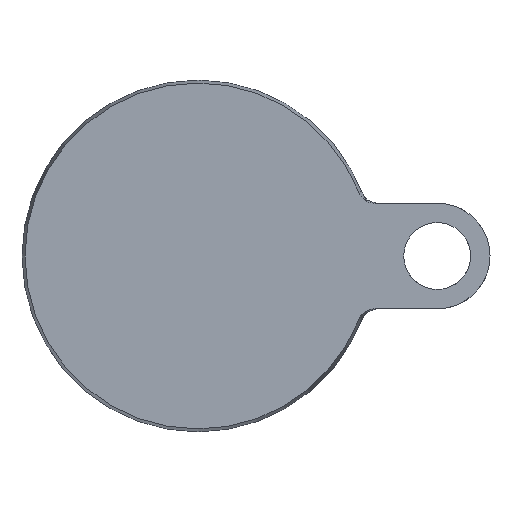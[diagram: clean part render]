
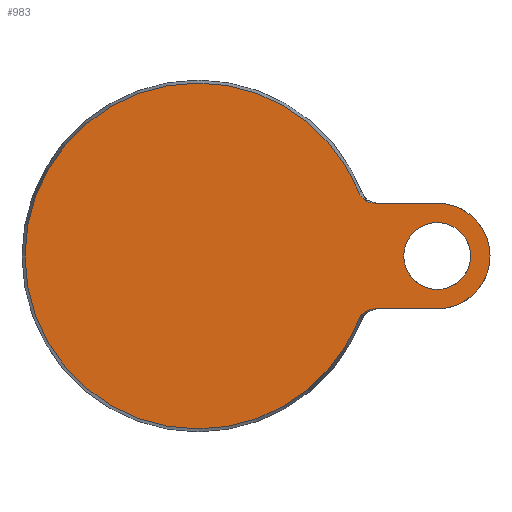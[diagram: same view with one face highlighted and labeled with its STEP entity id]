
A CAD part, front view. The second image highlights one B-rep face of the part: STEP entity #983.
In plain terms, the highlighted planar face has unit normal (0, -1, 0).
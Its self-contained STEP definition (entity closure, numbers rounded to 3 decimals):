
#5 = ORIENTED_EDGE ( 'NONE', *, *, #77, .T. ) ;
#30 = EDGE_LOOP ( 'NONE', ( #407, #385 ) ) ;
#61 = CARTESIAN_POINT ( 'NONE',  ( 68., 0., 0. ) ) ;
#69 = CIRCLE ( 'NONE', #1122, 9.5 ) ;
#77 = EDGE_CURVE ( 'NONE', #800, #1392, #784, .T. ) ;
#85 = CARTESIAN_POINT ( 'NONE',  ( 45.848, 0., -17.699 ) ) ;
#109 = EDGE_CURVE ( 'NONE', #457, #686, #883, .T. ) ;
#110 = CARTESIAN_POINT ( 'NONE',  ( 50.366, 0., 15. ) ) ;
#120 = ORIENTED_EDGE ( 'NONE', *, *, #109, .F. ) ;
#126 = DIRECTION ( 'NONE',  ( 0., -1., 0. ) ) ;
#154 = EDGE_CURVE ( 'NONE', #557, #1449, #1125, .T. ) ;
#164 = DIRECTION ( 'NONE',  ( 0., 1., 0. ) ) ;
#168 = EDGE_CURVE ( 'NONE', #686, #1371, #953, .T. ) ;
#176 = CARTESIAN_POINT ( 'NONE',  ( 50.113, 0., -15. ) ) ;
#178 = CARTESIAN_POINT ( 'NONE',  ( 0., 0., 0. ) ) ;
#199 = VERTEX_POINT ( 'NONE', #462 ) ;
#204 = DIRECTION ( 'NONE',  ( -1., 0., 0. ) ) ;
#221 = LINE ( 'NONE', #1115, #1364 ) ;
#226 = DIRECTION ( 'NONE',  ( 0., 0., -1. ) ) ;
#230 = CARTESIAN_POINT ( 'NONE',  ( 68., 0., 15. ) ) ;
#234 = CARTESIAN_POINT ( 'NONE',  ( 47.955, 0., 15.598 ) ) ;
#242 = CARTESIAN_POINT ( 'NONE',  ( 50.366, 0., -15. ) ) ;
#252 = EDGE_CURVE ( 'NONE', #199, #557, #1332, .T. ) ;
#278 = CARTESIAN_POINT ( 'NONE',  ( -49.143, 0., 0. ) ) ;
#297 = DIRECTION ( 'NONE',  ( 0., 1., 0. ) ) ;
#311 = CARTESIAN_POINT ( 'NONE',  ( 45.66, 0., -18.169 ) ) ;
#318 = CARTESIAN_POINT ( 'NONE',  ( 47.73, 0., -15.726 ) ) ;
#338 = CARTESIAN_POINT ( 'NONE',  ( 49.86, 0., 15. ) ) ;
#360 = AXIS2_PLACEMENT_3D ( 'NONE', #1322, #297, #753 ) ;
#385 = ORIENTED_EDGE ( 'NONE', *, *, #912, .T. ) ;
#388 = DIRECTION ( 'NONE',  ( 0., 1., 0. ) ) ;
#407 = ORIENTED_EDGE ( 'NONE', *, *, #974, .T. ) ;
#410 = CARTESIAN_POINT ( 'NONE',  ( 47.314, 0., -16.005 ) ) ;
#424 = DIRECTION ( 'NONE',  ( 0., 0., -1. ) ) ;
#428 = CARTESIAN_POINT ( 'NONE',  ( 47.122, 0., 16.157 ) ) ;
#433 = CARTESIAN_POINT ( 'NONE',  ( 47.118, 0., -16.16 ) ) ;
#434 = CARTESIAN_POINT ( 'NONE',  ( 68., 0., -15. ) ) ;
#450 = CARTESIAN_POINT ( 'NONE',  ( 47.322, 0., 16. ) ) ;
#457 = VERTEX_POINT ( 'NONE', #1275 ) ;
#462 = CARTESIAN_POINT ( 'NONE',  ( 0., 0., -49.143 ) ) ;
#477 = CIRCLE ( 'NONE', #1005, 49.143 ) ;
#519 = DIRECTION ( 'NONE',  ( 1., 0., 0. ) ) ;
#528 = DIRECTION ( 'NONE',  ( 0., 0., -1. ) ) ;
#538 = CARTESIAN_POINT ( 'NONE',  ( 46.575, 0., -16.681 ) ) ;
#557 = VERTEX_POINT ( 'NONE', #311 ) ;
#584 = ORIENTED_EDGE ( 'NONE', *, *, #1020, .T. ) ;
#611 = ORIENTED_EDGE ( 'NONE', *, *, #168, .F. ) ;
#635 = DIRECTION ( 'NONE',  ( 0., -1., 0. ) ) ;
#638 = DIRECTION ( 'NONE',  ( 0., -1., 0. ) ) ;
#655 = CARTESIAN_POINT ( 'NONE',  ( 45.66, 0., 18.169 ) ) ;
#663 = CARTESIAN_POINT ( 'NONE',  ( 48.644, 0., 15.292 ) ) ;
#680 = CARTESIAN_POINT ( 'NONE',  ( 48.407, 0., 15.384 ) ) ;
#686 = VERTEX_POINT ( 'NONE', #230 ) ;
#688 = AXIS2_PLACEMENT_3D ( 'NONE', #1259, #126, #226 ) ;
#689 = CARTESIAN_POINT ( 'NONE',  ( 49.366, 0., 15.074 ) ) ;
#733 = DIRECTION ( 'NONE',  ( 0., 0., 1. ) ) ;
#753 = DIRECTION ( 'NONE',  ( 0., 0., -1. ) ) ;
#765 = DIRECTION ( 'NONE',  ( 0., 1., 0. ) ) ;
#779 = ORIENTED_EDGE ( 'NONE', *, *, #154, .T. ) ;
#784 = CIRCLE ( 'NONE', #1258, 49.143 ) ;
#794 = CARTESIAN_POINT ( 'NONE',  ( 46.751, 0., 16.495 ) ) ;
#800 = VERTEX_POINT ( 'NONE', #1182 ) ;
#834 = AXIS2_PLACEMENT_3D ( 'NONE', #865, #388, #1197 ) ;
#865 = CARTESIAN_POINT ( 'NONE',  ( 68., 0., 0. ) ) ;
#868 = CARTESIAN_POINT ( 'NONE',  ( 50.366, 0., -15. ) ) ;
#871 = EDGE_CURVE ( 'NONE', #1392, #199, #477, .T. ) ;
#883 = LINE ( 'NONE', #891, #1007 ) ;
#884 = CIRCLE ( 'NONE', #834, 9.5 ) ;
#891 = CARTESIAN_POINT ( 'NONE',  ( 15., 0., 15. ) ) ;
#912 = EDGE_CURVE ( 'NONE', #930, #1250, #884, .T. ) ;
#925 = CARTESIAN_POINT ( 'NONE',  ( 68., 0., -9.5 ) ) ;
#930 = VERTEX_POINT ( 'NONE', #989 ) ;
#953 = CIRCLE ( 'NONE', #360, 15. ) ;
#972 = CARTESIAN_POINT ( 'NONE',  ( 48.637, 0., -15.295 ) ) ;
#974 = EDGE_CURVE ( 'NONE', #1250, #930, #69, .T. ) ;
#983 = ADVANCED_FACE ( 'NONE', ( #1448, #1302 ), #1219, .F. ) ;
#989 = CARTESIAN_POINT ( 'NONE',  ( 68., 0., 9.5 ) ) ;
#999 = ORIENTED_EDGE ( 'NONE', *, *, #252, .T. ) ;
#1003 = CARTESIAN_POINT ( 'NONE',  ( 46.749, 0., -16.497 ) ) ;
#1005 = AXIS2_PLACEMENT_3D ( 'NONE', #178, #635, #528 ) ;
#1007 = VECTOR ( 'NONE', #519, 1000. ) ;
#1020 = EDGE_CURVE ( 'NONE', #457, #800, #1307, .T. ) ;
#1042 = EDGE_CURVE ( 'NONE', #1371, #1449, #221, .T. ) ;
#1101 = CARTESIAN_POINT ( 'NONE',  ( 0., 0., 49.143 ) ) ;
#1110 = DIRECTION ( 'NONE',  ( 0., 0., 1. ) ) ;
#1115 = CARTESIAN_POINT ( 'NONE',  ( 15., 0., -15. ) ) ;
#1120 = CARTESIAN_POINT ( 'NONE',  ( 48.405, 0., -15.385 ) ) ;
#1122 = AXIS2_PLACEMENT_3D ( 'NONE', #61, #765, #1110 ) ;
#1125 = B_SPLINE_CURVE_WITH_KNOTS ( 'NONE', 3,
 ( #1339, #85, #1451, #538, #1003, #433, #410, #318, #1229, #1120, #972, #1206, #1435, #1201, #176, #868 ),
 .UNSPECIFIED., .F., .F.,
 ( 4, 2, 2, 2, 2, 2, 2, 4 ),
 ( 0., 0.001, 0.002, 0.003, 0.004, 0.004, 0.005, 0.006 ),
 .UNSPECIFIED. ) ;
#1131 = CARTESIAN_POINT ( 'NONE',  ( 46.108, 0., 17.258 ) ) ;
#1139 = CARTESIAN_POINT ( 'NONE',  ( 45.848, 0., 17.699 ) ) ;
#1182 = CARTESIAN_POINT ( 'NONE',  ( 45.66, 0., 18.169 ) ) ;
#1197 = DIRECTION ( 'NONE',  ( 0., 0., 1. ) ) ;
#1201 = CARTESIAN_POINT ( 'NONE',  ( 49.862, 0., -15.019 ) ) ;
#1206 = CARTESIAN_POINT ( 'NONE',  ( 49.116, 0., -15.149 ) ) ;
#1219 = PLANE ( 'NONE',  #1284 ) ;
#1221 = EDGE_LOOP ( 'NONE', ( #120, #584, #5, #1375, #999, #779, #1324, #611 ) ) ;
#1229 = CARTESIAN_POINT ( 'NONE',  ( 47.952, 0., -15.6 ) ) ;
#1250 = VERTEX_POINT ( 'NONE', #925 ) ;
#1258 = AXIS2_PLACEMENT_3D ( 'NONE', #1468, #638, #424 ) ;
#1259 = CARTESIAN_POINT ( 'NONE',  ( 0., 0., 0. ) ) ;
#1275 = CARTESIAN_POINT ( 'NONE',  ( 50.366, 0., 15. ) ) ;
#1284 = AXIS2_PLACEMENT_3D ( 'NONE', #278, #164, #733 ) ;
#1302 = FACE_BOUND ( 'NONE', #30, .T. ) ;
#1307 = B_SPLINE_CURVE_WITH_KNOTS ( 'NONE', 3,
 ( #110, #338, #689, #663, #680, #234, #1357, #450, #428, #794, #1470, #1131, #1139, #655 ),
 .UNSPECIFIED., .F., .F.,
 ( 4, 2, 2, 2, 2, 2, 4 ),
 ( 0., 0.001, 0.002, 0.003, 0.004, 0.004, 0.006 ),
 .UNSPECIFIED. ) ;
#1322 = CARTESIAN_POINT ( 'NONE',  ( 68., 0., 0. ) ) ;
#1324 = ORIENTED_EDGE ( 'NONE', *, *, #1042, .F. ) ;
#1332 = CIRCLE ( 'NONE', #688, 49.143 ) ;
#1339 = CARTESIAN_POINT ( 'NONE',  ( 45.66, 0., -18.169 ) ) ;
#1357 = CARTESIAN_POINT ( 'NONE',  ( 47.738, 0., 15.721 ) ) ;
#1364 = VECTOR ( 'NONE', #204, 1000. ) ;
#1371 = VERTEX_POINT ( 'NONE', #434 ) ;
#1375 = ORIENTED_EDGE ( 'NONE', *, *, #871, .T. ) ;
#1392 = VERTEX_POINT ( 'NONE', #1101 ) ;
#1435 = CARTESIAN_POINT ( 'NONE',  ( 49.363, 0., -15.093 ) ) ;
#1448 = FACE_OUTER_BOUND ( 'NONE', #1221, .T. ) ;
#1449 = VERTEX_POINT ( 'NONE', #242 ) ;
#1451 = CARTESIAN_POINT ( 'NONE',  ( 46.1, 0., -17.269 ) ) ;
#1468 = CARTESIAN_POINT ( 'NONE',  ( 0., 0., 0. ) ) ;
#1470 = CARTESIAN_POINT ( 'NONE',  ( 46.58, 0., 16.677 ) ) ;
